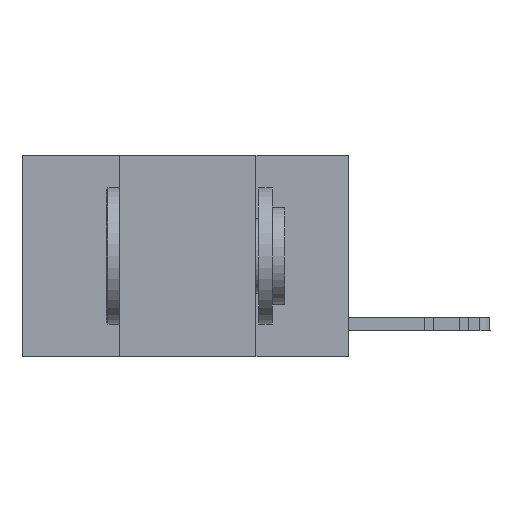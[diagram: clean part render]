
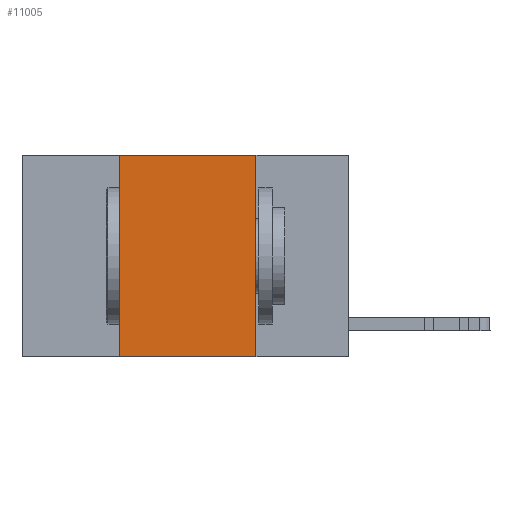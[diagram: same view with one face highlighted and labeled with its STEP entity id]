
A CAD part, left-side view. The second image highlights one B-rep face of the part: STEP entity #11005.
In plain terms, the highlighted planar face has unit normal (-1, 0, 0).
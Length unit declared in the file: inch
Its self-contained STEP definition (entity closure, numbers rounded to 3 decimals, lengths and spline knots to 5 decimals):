
#91 = VERTEX_POINT ( 'NONE', #28360 ) ;
#170 = ORIENTED_EDGE ( 'NONE', *, *, #17556, .F. ) ;
#1261 = VERTEX_POINT ( 'NONE', #26641 ) ;
#1693 = CARTESIAN_POINT ( 'NONE',  ( 0., 0.17, -0.37 ) ) ;
#4217 = DIRECTION ( 'NONE',  ( 0., -1., 0. ) ) ;
#4460 = EDGE_CURVE ( 'NONE', #1261, #9757, #18705, .T. ) ;
#4537 = CARTESIAN_POINT ( 'NONE',  ( 0., 0.6, -0.37 ) ) ;
#5846 = ORIENTED_EDGE ( 'NONE', *, *, #7877, .F. ) ;
#6611 = LINE ( 'NONE', #9270, #26684 ) ;
#6921 = ORIENTED_EDGE ( 'NONE', *, *, #4460, .T. ) ;
#7877 = EDGE_CURVE ( 'NONE', #22058, #91, #23321, .T. ) ;
#8094 = DIRECTION ( 'NONE',  ( 0., 0., -1. ) ) ;
#8530 = VECTOR ( 'NONE', #8094, 39.37008 ) ;
#8662 = DIRECTION ( 'NONE',  ( 0., 0., -1. ) ) ;
#9270 = CARTESIAN_POINT ( 'NONE',  ( 0., 0.42, 0. ) ) ;
#9757 = VERTEX_POINT ( 'NONE', #1693 ) ;
#9956 = VECTOR ( 'NONE', #11329, 39.37008 ) ;
#10845 = AXIS2_PLACEMENT_3D ( 'NONE', #30375, #13540, #8662 ) ;
#10863 = VECTOR ( 'NONE', #4217, 39.37008 ) ;
#11005 = ADVANCED_FACE ( 'NONE', ( #20640 ), #18118, .F. ) ;
#11027 = CARTESIAN_POINT ( 'NONE',  ( 0., 0.6, 0. ) ) ;
#11068 = CARTESIAN_POINT ( 'NONE',  ( 0., 0.42, 0. ) ) ;
#11329 = DIRECTION ( 'NONE',  ( 0., -1., 0. ) ) ;
#13141 = LINE ( 'NONE', #15188, #8530 ) ;
#13540 = DIRECTION ( 'NONE',  ( 1., 0., 0. ) ) ;
#15188 = CARTESIAN_POINT ( 'NONE',  ( 0., 0.17, 0. ) ) ;
#17556 = EDGE_CURVE ( 'NONE', #1261, #22058, #6611, .T. ) ;
#18118 = PLANE ( 'NONE',  #10845 ) ;
#18705 = LINE ( 'NONE', #4537, #10863 ) ;
#20640 = FACE_OUTER_BOUND ( 'NONE', #21581, .T. ) ;
#21581 = EDGE_LOOP ( 'NONE', ( #25350, #5846, #170, #6921 ) ) ;
#22058 = VERTEX_POINT ( 'NONE', #11068 ) ;
#23321 = LINE ( 'NONE', #11027, #9956 ) ;
#25350 = ORIENTED_EDGE ( 'NONE', *, *, #28449, .F. ) ;
#26292 = DIRECTION ( 'NONE',  ( 0., 0., 1. ) ) ;
#26641 = CARTESIAN_POINT ( 'NONE',  ( 0., 0.42, -0.37 ) ) ;
#26684 = VECTOR ( 'NONE', #26292, 39.37008 ) ;
#28360 = CARTESIAN_POINT ( 'NONE',  ( 0., 0.17, 0. ) ) ;
#28449 = EDGE_CURVE ( 'NONE', #91, #9757, #13141, .T. ) ;
#30375 = CARTESIAN_POINT ( 'NONE',  ( 0., 0.6, 0. ) ) ;
